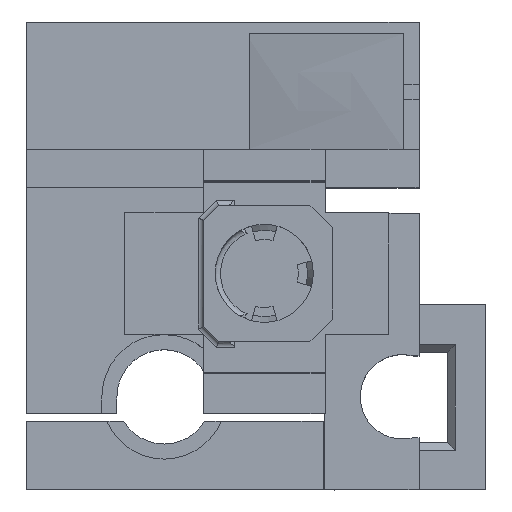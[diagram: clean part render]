
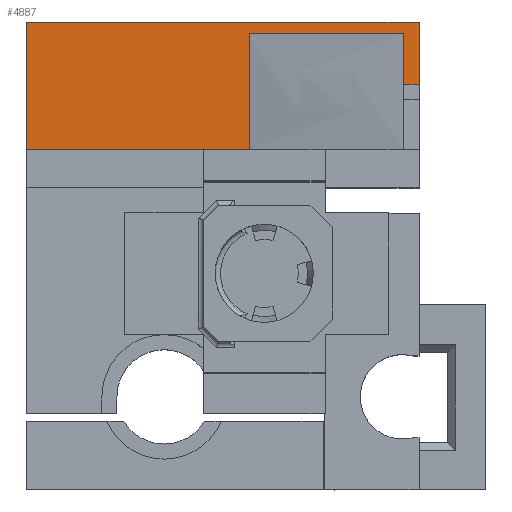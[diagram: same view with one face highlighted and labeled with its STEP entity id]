
A CAD part, top view. The second image highlights one B-rep face of the part: STEP entity #4887.
In plain terms, the highlighted planar face has unit normal (0, 0, 1).
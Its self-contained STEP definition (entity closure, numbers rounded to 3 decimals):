
#430=FACE_OUTER_BOUND('',#728,.T.);
#728=EDGE_LOOP('',(#3845,#3846,#3847,#3848,#3849,#3850,#3851,#3852,#3853));
#1155=LINE('',#7436,#1713);
#1171=LINE('',#7469,#1729);
#1194=LINE('',#7515,#1752);
#1195=LINE('',#7517,#1753);
#1196=LINE('',#7518,#1754);
#1197=LINE('',#7520,#1755);
#1198=LINE('',#7521,#1756);
#1199=LINE('',#7523,#1757);
#1200=LINE('',#7524,#1758);
#1713=VECTOR('',#6029,10.);
#1729=VECTOR('',#6053,10.);
#1752=VECTOR('',#6086,10.);
#1753=VECTOR('',#6087,10.);
#1754=VECTOR('',#6088,10.);
#1755=VECTOR('',#6089,10.);
#1756=VECTOR('',#6090,10.);
#1757=VECTOR('',#6091,10.);
#1758=VECTOR('',#6092,10.);
#2226=VERTEX_POINT('',#7433);
#2227=VERTEX_POINT('',#7435);
#2239=VERTEX_POINT('',#7466);
#2240=VERTEX_POINT('',#7468);
#2257=VERTEX_POINT('',#7513);
#2258=VERTEX_POINT('',#7514);
#2259=VERTEX_POINT('',#7516);
#2260=VERTEX_POINT('',#7519);
#2261=VERTEX_POINT('',#7522);
#2787=EDGE_CURVE('',#2227,#2226,#1155,.T.);
#2803=EDGE_CURVE('',#2240,#2239,#1171,.T.);
#2826=EDGE_CURVE('',#2257,#2258,#1194,.T.);
#2827=EDGE_CURVE('',#2259,#2257,#1195,.T.);
#2828=EDGE_CURVE('',#2259,#2227,#1196,.T.);
#2829=EDGE_CURVE('',#2226,#2260,#1197,.T.);
#2830=EDGE_CURVE('',#2260,#2240,#1198,.T.);
#2831=EDGE_CURVE('',#2261,#2239,#1199,.T.);
#2832=EDGE_CURVE('',#2261,#2258,#1200,.T.);
#3845=ORIENTED_EDGE('',*,*,#2826,.F.);
#3846=ORIENTED_EDGE('',*,*,#2827,.F.);
#3847=ORIENTED_EDGE('',*,*,#2828,.T.);
#3848=ORIENTED_EDGE('',*,*,#2787,.T.);
#3849=ORIENTED_EDGE('',*,*,#2829,.T.);
#3850=ORIENTED_EDGE('',*,*,#2830,.T.);
#3851=ORIENTED_EDGE('',*,*,#2803,.T.);
#3852=ORIENTED_EDGE('',*,*,#2831,.F.);
#3853=ORIENTED_EDGE('',*,*,#2832,.T.);
#4668=PLANE('',#5227);
#4887=ADVANCED_FACE('',(#430),#4668,.T.);
#5227=AXIS2_PLACEMENT_3D('',#7512,#6084,#6085);
#6029=DIRECTION('',(1.,0.,0.));
#6053=DIRECTION('',(0.,1.,0.));
#6084=DIRECTION('center_axis',(0.,0.,1.));
#6085=DIRECTION('ref_axis',(0.,1.,0.));
#6086=DIRECTION('',(-1.,0.,0.));
#6087=DIRECTION('',(-1.,0.,0.));
#6088=DIRECTION('',(0.,1.,0.));
#6089=DIRECTION('',(0.,-1.,0.));
#6090=DIRECTION('',(1.,0.,0.));
#6091=DIRECTION('',(1.,0.,0.));
#6092=DIRECTION('',(0.,-1.,0.));
#7433=CARTESIAN_POINT('',(19.5,50.5,-51.3));
#7435=CARTESIAN_POINT('',(-1.,50.5,-51.3));
#7436=CARTESIAN_POINT('',(-8.125,50.5,-51.3));
#7466=CARTESIAN_POINT('',(21.5,52.,-51.3));
#7468=CARTESIAN_POINT('',(21.5,43.75,-51.3));
#7469=CARTESIAN_POINT('',(21.5,46.5,-51.3));
#7512=CARTESIAN_POINT('Origin',(-15.25,30.,-51.3));
#7513=CARTESIAN_POINT('',(-4.5,35.,-51.3));
#7514=CARTESIAN_POINT('',(-30.5,35.,-51.3));
#7515=CARTESIAN_POINT('',(21.5,35.,-51.3));
#7516=CARTESIAN_POINT('',(-1.,35.,-51.3));
#7517=CARTESIAN_POINT('',(21.5,35.,-51.3));
#7518=CARTESIAN_POINT('',(-1.,32.5,-51.3));
#7519=CARTESIAN_POINT('',(19.5,43.75,-51.3));
#7520=CARTESIAN_POINT('',(19.5,40.25,-51.3));
#7521=CARTESIAN_POINT('',(1.125,43.75,-51.3));
#7522=CARTESIAN_POINT('',(-30.5,52.,-51.3));
#7523=CARTESIAN_POINT('',(-15.25,52.,-51.3));
#7524=CARTESIAN_POINT('',(-30.5,35.5,-51.3));
